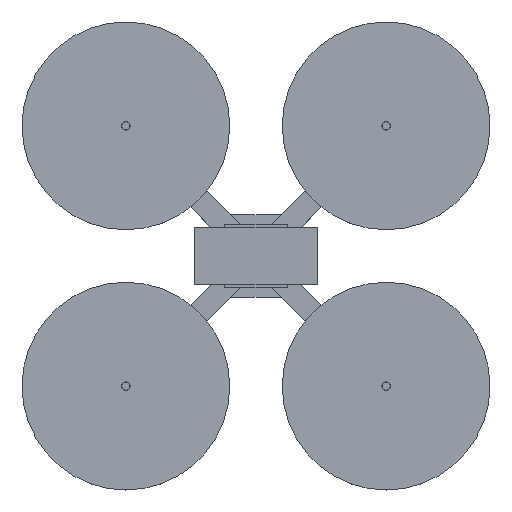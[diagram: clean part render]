
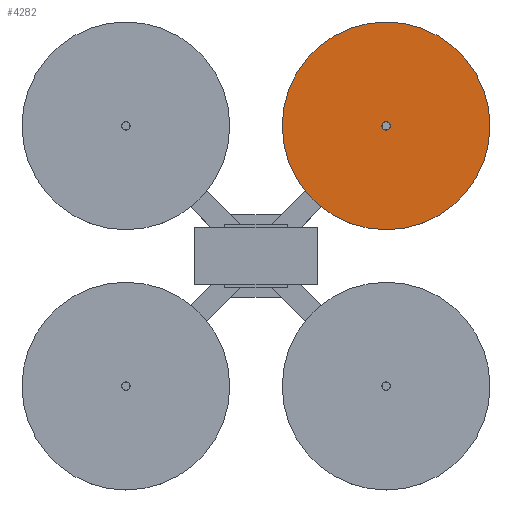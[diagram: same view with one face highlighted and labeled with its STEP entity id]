
A CAD part, top view. The second image highlights one B-rep face of the part: STEP entity #4282.
In plain terms, the highlighted planar face has unit normal (0, 0, 1).
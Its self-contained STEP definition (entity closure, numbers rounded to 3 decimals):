
#4166 = VERTEX_POINT('',#4167);
#4167 = CARTESIAN_POINT('',(63.5,0.,8.));
#4174 = CYLINDRICAL_SURFACE('',#4175,63.5);
#4175 = AXIS2_PLACEMENT_3D('',#4176,#4177,#4178);
#4176 = CARTESIAN_POINT('',(0.,0.,0.));
#4177 = DIRECTION('',(-0.,-0.,-1.));
#4178 = DIRECTION('',(1.,0.,0.));
#4193 = EDGE_CURVE('',#4166,#4166,#4194,.T.);
#4194 = SURFACE_CURVE('',#4195,(#4200,#4207),.PCURVE_S1.);
#4195 = CIRCLE('',#4196,63.5);
#4196 = AXIS2_PLACEMENT_3D('',#4197,#4198,#4199);
#4197 = CARTESIAN_POINT('',(0.,0.,8.));
#4198 = DIRECTION('',(0.,0.,1.));
#4199 = DIRECTION('',(1.,0.,0.));
#4200 = PCURVE('',#4174,#4201);
#4201 = DEFINITIONAL_REPRESENTATION('',(#4202),#4206);
#4202 = LINE('',#4203,#4204);
#4203 = CARTESIAN_POINT('',(-0.,-8.));
#4204 = VECTOR('',#4205,1.);
#4205 = DIRECTION('',(-1.,0.));
#4206 = ( GEOMETRIC_REPRESENTATION_CONTEXT(2) 
PARAMETRIC_REPRESENTATION_CONTEXT() REPRESENTATION_CONTEXT('2D SPACE',''
  ) );
#4207 = PCURVE('',#4208,#4213);
#4208 = PLANE('',#4209);
#4209 = AXIS2_PLACEMENT_3D('',#4210,#4211,#4212);
#4210 = CARTESIAN_POINT('',(0.,0.,8.));
#4211 = DIRECTION('',(0.,0.,1.));
#4212 = DIRECTION('',(1.,0.,-0.));
#4213 = DEFINITIONAL_REPRESENTATION('',(#4214),#4218);
#4214 = CIRCLE('',#4215,63.5);
#4215 = AXIS2_PLACEMENT_2D('',#4216,#4217);
#4216 = CARTESIAN_POINT('',(0.,0.));
#4217 = DIRECTION('',(1.,0.));
#4218 = ( GEOMETRIC_REPRESENTATION_CONTEXT(2) 
PARAMETRIC_REPRESENTATION_CONTEXT() REPRESENTATION_CONTEXT('2D SPACE',''
  ) );
#4271 = CYLINDRICAL_SURFACE('',#4272,2.6);
#4272 = AXIS2_PLACEMENT_3D('',#4273,#4274,#4275);
#4273 = CARTESIAN_POINT('',(0.,0.,0.));
#4274 = DIRECTION('',(-0.,-0.,-1.));
#4275 = DIRECTION('',(1.,0.,0.));
#4282 = ADVANCED_FACE('',(#4283,#4286),#4208,.T.);
#4283 = FACE_BOUND('',#4284,.T.);
#4284 = EDGE_LOOP('',(#4285));
#4285 = ORIENTED_EDGE('',*,*,#4193,.T.);
#4286 = FACE_BOUND('',#4287,.T.);
#4287 = EDGE_LOOP('',(#4288));
#4288 = ORIENTED_EDGE('',*,*,#4289,.T.);
#4289 = EDGE_CURVE('',#4290,#4290,#4292,.T.);
#4290 = VERTEX_POINT('',#4291);
#4291 = CARTESIAN_POINT('',(2.6,0.,8.));
#4292 = SURFACE_CURVE('',#4293,(#4298,#4309),.PCURVE_S1.);
#4293 = CIRCLE('',#4294,2.6);
#4294 = AXIS2_PLACEMENT_3D('',#4295,#4296,#4297);
#4295 = CARTESIAN_POINT('',(0.,0.,8.));
#4296 = DIRECTION('',(0.,0.,-1.));
#4297 = DIRECTION('',(1.,0.,0.));
#4298 = PCURVE('',#4208,#4299);
#4299 = DEFINITIONAL_REPRESENTATION('',(#4300),#4308);
#4300 = ( BOUNDED_CURVE() B_SPLINE_CURVE(2,(#4301,#4302,#4303,#4304,
#4305,#4306,#4307),.UNSPECIFIED.,.T.,.F.) B_SPLINE_CURVE_WITH_KNOTS((1,2
    ,2,2,2,1),(-2.094,0.,2.094,4.189,
6.283,8.378),.UNSPECIFIED.) CURVE() 
GEOMETRIC_REPRESENTATION_ITEM() RATIONAL_B_SPLINE_CURVE((1.,0.5,1.,0.5,
1.,0.5,1.)) REPRESENTATION_ITEM('') );
#4301 = CARTESIAN_POINT('',(2.6,0.));
#4302 = CARTESIAN_POINT('',(2.6,-4.503));
#4303 = CARTESIAN_POINT('',(-1.3,-2.252));
#4304 = CARTESIAN_POINT('',(-5.2,0.));
#4305 = CARTESIAN_POINT('',(-1.3,2.252));
#4306 = CARTESIAN_POINT('',(2.6,4.503));
#4307 = CARTESIAN_POINT('',(2.6,0.));
#4308 = ( GEOMETRIC_REPRESENTATION_CONTEXT(2) 
PARAMETRIC_REPRESENTATION_CONTEXT() REPRESENTATION_CONTEXT('2D SPACE',''
  ) );
#4309 = PCURVE('',#4271,#4310);
#4310 = DEFINITIONAL_REPRESENTATION('',(#4311),#4315);
#4311 = LINE('',#4312,#4313);
#4312 = CARTESIAN_POINT('',(-6.283,-8.));
#4313 = VECTOR('',#4314,1.);
#4314 = DIRECTION('',(1.,-0.));
#4315 = ( GEOMETRIC_REPRESENTATION_CONTEXT(2) 
PARAMETRIC_REPRESENTATION_CONTEXT() REPRESENTATION_CONTEXT('2D SPACE',''
  ) );
